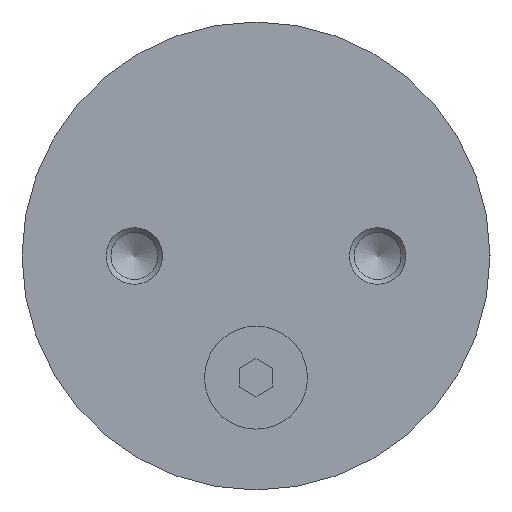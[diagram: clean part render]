
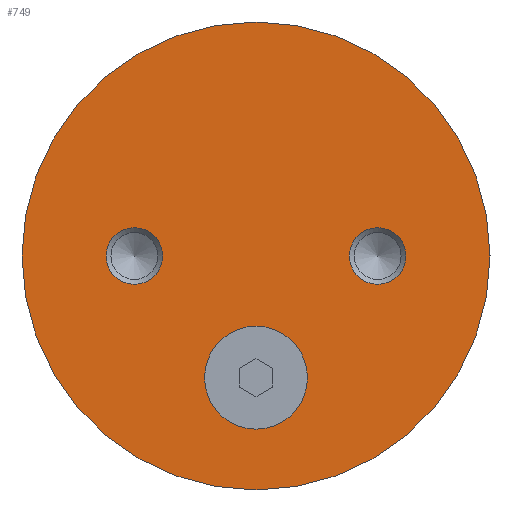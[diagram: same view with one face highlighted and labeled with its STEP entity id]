
A CAD part, left-side view. The second image highlights one B-rep face of the part: STEP entity #749.
In plain terms, the highlighted planar face has unit normal (-1, 0, 0).
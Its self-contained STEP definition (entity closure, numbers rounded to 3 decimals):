
#163=CIRCLE('',#856,3.025);
#164=CIRCLE('',#857,3.025);
#165=CIRCLE('',#859,3.025);
#166=CIRCLE('',#860,3.025);
#167=CIRCLE('',#862,5.5);
#168=CIRCLE('',#863,5.5);
#170=CIRCLE('',#867,25.);
#171=CIRCLE('',#868,25.);
#193=PLANE('',#866);
#200=FACE_BOUND('',#292,.T.);
#201=FACE_BOUND('',#293,.T.);
#202=FACE_BOUND('',#294,.T.);
#243=FACE_OUTER_BOUND('',#291,.T.);
#291=EDGE_LOOP('',(#674,#675));
#292=EDGE_LOOP('',(#676,#677));
#293=EDGE_LOOP('',(#678,#679));
#294=EDGE_LOOP('',(#680,#681));
#368=VERTEX_POINT('',#1381);
#369=VERTEX_POINT('',#1383);
#370=VERTEX_POINT('',#1387);
#371=VERTEX_POINT('',#1389);
#372=VERTEX_POINT('',#1393);
#373=VERTEX_POINT('',#1395);
#375=VERTEX_POINT('',#1403);
#376=VERTEX_POINT('',#1404);
#469=EDGE_CURVE('',#368,#369,#163,.T.);
#470=EDGE_CURVE('',#369,#368,#164,.T.);
#472=EDGE_CURVE('',#370,#371,#165,.T.);
#473=EDGE_CURVE('',#371,#370,#166,.T.);
#475=EDGE_CURVE('',#372,#373,#167,.T.);
#476=EDGE_CURVE('',#373,#372,#168,.T.);
#479=EDGE_CURVE('',#375,#376,#170,.T.);
#480=EDGE_CURVE('',#376,#375,#171,.T.);
#674=ORIENTED_EDGE('',*,*,#479,.F.);
#675=ORIENTED_EDGE('',*,*,#480,.F.);
#676=ORIENTED_EDGE('',*,*,#476,.F.);
#677=ORIENTED_EDGE('',*,*,#475,.F.);
#678=ORIENTED_EDGE('',*,*,#473,.F.);
#679=ORIENTED_EDGE('',*,*,#472,.F.);
#680=ORIENTED_EDGE('',*,*,#470,.F.);
#681=ORIENTED_EDGE('',*,*,#469,.F.);
#749=ADVANCED_FACE('',(#243,#200,#201,#202),#193,.T.);
#856=AXIS2_PLACEMENT_3D('',#1384,#1078,#1079);
#857=AXIS2_PLACEMENT_3D('',#1385,#1080,#1081);
#859=AXIS2_PLACEMENT_3D('',#1390,#1085,#1086);
#860=AXIS2_PLACEMENT_3D('',#1391,#1087,#1088);
#862=AXIS2_PLACEMENT_3D('',#1396,#1092,#1093);
#863=AXIS2_PLACEMENT_3D('',#1397,#1094,#1095);
#866=AXIS2_PLACEMENT_3D('',#1402,#1101,#1102);
#867=AXIS2_PLACEMENT_3D('',#1405,#1103,#1104);
#868=AXIS2_PLACEMENT_3D('',#1406,#1105,#1106);
#1078=DIRECTION('center_axis',(-1.,0.,0.));
#1079=DIRECTION('ref_axis',(0.,0.,1.));
#1080=DIRECTION('center_axis',(-1.,0.,0.));
#1081=DIRECTION('ref_axis',(0.,0.,1.));
#1085=DIRECTION('center_axis',(-1.,0.,0.));
#1086=DIRECTION('ref_axis',(0.,0.,1.));
#1087=DIRECTION('center_axis',(-1.,0.,0.));
#1088=DIRECTION('ref_axis',(0.,0.,1.));
#1092=DIRECTION('center_axis',(-1.,0.,0.));
#1093=DIRECTION('ref_axis',(0.,0.,1.));
#1094=DIRECTION('center_axis',(-1.,0.,0.));
#1095=DIRECTION('ref_axis',(0.,0.,1.));
#1101=DIRECTION('center_axis',(-1.,0.,0.));
#1102=DIRECTION('ref_axis',(0.,0.,1.));
#1103=DIRECTION('center_axis',(1.,0.,0.));
#1104=DIRECTION('ref_axis',(0.,0.,-1.));
#1105=DIRECTION('center_axis',(1.,0.,0.));
#1106=DIRECTION('ref_axis',(0.,0.,-1.));
#1381=CARTESIAN_POINT('',(-85.2,-13.,-3.025));
#1383=CARTESIAN_POINT('',(-85.2,-13.,3.025));
#1384=CARTESIAN_POINT('Origin',(-85.2,-13.,0.));
#1385=CARTESIAN_POINT('Origin',(-85.2,-13.,0.));
#1387=CARTESIAN_POINT('',(-85.2,13.,-3.025));
#1389=CARTESIAN_POINT('',(-85.2,13.,3.025));
#1390=CARTESIAN_POINT('Origin',(-85.2,13.,0.));
#1391=CARTESIAN_POINT('Origin',(-85.2,13.,0.));
#1393=CARTESIAN_POINT('',(-85.2,0.,-18.5));
#1395=CARTESIAN_POINT('',(-85.2,0.,-7.5));
#1396=CARTESIAN_POINT('Origin',(-85.2,0.,-13.));
#1397=CARTESIAN_POINT('Origin',(-85.2,0.,-13.));
#1402=CARTESIAN_POINT('Origin',(-85.2,25.,0.));
#1403=CARTESIAN_POINT('',(-85.2,0.,-25.));
#1404=CARTESIAN_POINT('',(-85.2,0.,25.));
#1405=CARTESIAN_POINT('Origin',(-85.2,0.,0.));
#1406=CARTESIAN_POINT('Origin',(-85.2,0.,0.));
